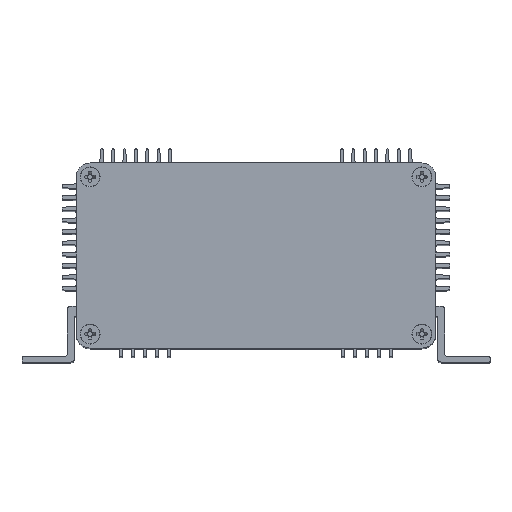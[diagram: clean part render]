
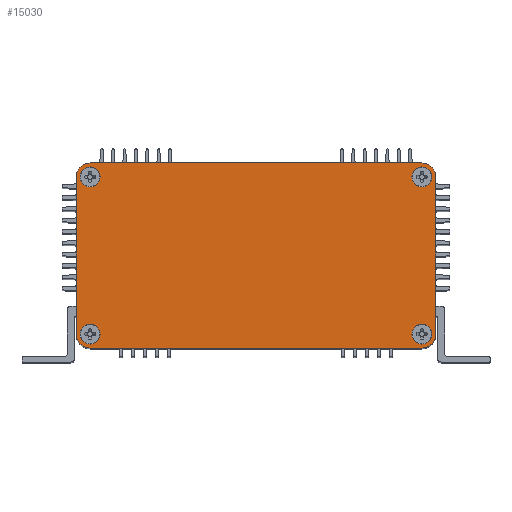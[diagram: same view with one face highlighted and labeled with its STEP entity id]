
A CAD part, top view. The second image highlights one B-rep face of the part: STEP entity #15030.
In plain terms, the highlighted planar face has unit normal (0, 0, 1).
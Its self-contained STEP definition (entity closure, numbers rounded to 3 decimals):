
#78=FACE_BOUND('',#2112,.T.);
#79=FACE_BOUND('',#2113,.T.);
#80=FACE_BOUND('',#2114,.T.);
#81=FACE_BOUND('',#2115,.T.);
#438=PLANE('',#16668);
#1265=FACE_OUTER_BOUND('',#2111,.T.);
#2111=EDGE_LOOP('',(#13698,#13699,#13700,#13701,#13702,#13703,#13704,#13705));
#2112=EDGE_LOOP('',(#13706));
#2113=EDGE_LOOP('',(#13707));
#2114=EDGE_LOOP('',(#13708));
#2115=EDGE_LOOP('',(#13709));
#3606=LINE('',#21745,#3908);
#3610=LINE('',#21750,#3905);
#3613=LINE('',#21757,#3906);
#3616=LINE('',#21764,#3907);
#3905=VECTOR('',#16717,45.02);
#3906=VECTOR('',#16710,95.02);
#3907=VECTOR('',#16746,45.02);
#3908=VECTOR('',#16711,95.02);
#4768=CIRCLE('',#16632,2.875);
#4771=CIRCLE('',#16637,2.875);
#4774=CIRCLE('',#16642,2.875);
#4777=CIRCLE('',#16647,2.875);
#4784=CIRCLE('',#16658,3.99);
#4785=CIRCLE('',#16661,3.99);
#4786=CIRCLE('',#16664,3.99);
#4787=CIRCLE('',#16667,3.99);
#6378=VERTEX_POINT('',#21701);
#6381=VERTEX_POINT('',#21709);
#6384=VERTEX_POINT('',#21717);
#6387=VERTEX_POINT('',#21725);
#6398=VERTEX_POINT('',#21745);
#6399=VERTEX_POINT('',#21746);
#6400=VERTEX_POINT('',#21750);
#6401=VERTEX_POINT('',#21754);
#6402=VERTEX_POINT('',#21757);
#6403=VERTEX_POINT('',#21761);
#6404=VERTEX_POINT('',#21764);
#6405=VERTEX_POINT('',#21768);
#8810=EDGE_CURVE('',#6378,#6378,#4768,.T.);
#8813=EDGE_CURVE('',#6381,#6381,#4771,.T.);
#8816=EDGE_CURVE('',#6384,#6384,#4774,.T.);
#8819=EDGE_CURVE('',#6387,#6387,#4777,.T.);
#8830=EDGE_CURVE('',#6398,#6399,#3606,.T.);
#8833=EDGE_CURVE('',#6399,#6400,#4784,.T.);
#8835=EDGE_CURVE('',#6400,#6401,#3610,.T.);
#8837=EDGE_CURVE('',#6401,#6402,#4785,.T.);
#8839=EDGE_CURVE('',#6402,#6403,#3613,.T.);
#8841=EDGE_CURVE('',#6403,#6404,#4786,.T.);
#8843=EDGE_CURVE('',#6404,#6405,#3616,.T.);
#8845=EDGE_CURVE('',#6405,#6398,#4787,.T.);
#13698=ORIENTED_EDGE('',*,*,#8830,.F.);
#13699=ORIENTED_EDGE('',*,*,#8845,.F.);
#13700=ORIENTED_EDGE('',*,*,#8843,.F.);
#13701=ORIENTED_EDGE('',*,*,#8841,.F.);
#13702=ORIENTED_EDGE('',*,*,#8839,.F.);
#13703=ORIENTED_EDGE('',*,*,#8837,.F.);
#13704=ORIENTED_EDGE('',*,*,#8835,.F.);
#13705=ORIENTED_EDGE('',*,*,#8833,.F.);
#13706=ORIENTED_EDGE('',*,*,#8810,.T.);
#13707=ORIENTED_EDGE('',*,*,#8813,.T.);
#13708=ORIENTED_EDGE('',*,*,#8816,.T.);
#13709=ORIENTED_EDGE('',*,*,#8819,.T.);
#15030=ADVANCED_FACE('',(#1265,#78,#79,#80,#81),#438,.T.);
#16632=AXIS2_PLACEMENT_3D('',#21702,#16705,#16709);
#16637=AXIS2_PLACEMENT_3D('',#21710,#16705,#16709);
#16642=AXIS2_PLACEMENT_3D('',#21718,#16705,#16709);
#16647=AXIS2_PLACEMENT_3D('',#21726,#16705,#16709);
#16658=AXIS2_PLACEMENT_3D('',#21751,#16705,#17156);
#16661=AXIS2_PLACEMENT_3D('',#21758,#16705,#16827);
#16664=AXIS2_PLACEMENT_3D('',#21765,#16705,#17157);
#16667=AXIS2_PLACEMENT_3D('',#21771,#16705,#16921);
#16668=AXIS2_PLACEMENT_3D('',#21772,#16703,#16709);
#16703=DIRECTION('center_axis',(0.,0.,1.));
#16705=DIRECTION('center_axis',(0.,0.,-1.));
#16709=DIRECTION('ref_axis',(1.,0.,0.));
#16710=DIRECTION('',(-1.,0.,0.));
#16711=DIRECTION('',(1.,0.,0.));
#16717=DIRECTION('',(0.,-1.,0.));
#16746=DIRECTION('',(0.,1.,0.));
#16827=DIRECTION('ref_axis',(0.,1.,0.));
#16921=DIRECTION('ref_axis',(0.,-1.,0.));
#17156=DIRECTION('ref_axis',(-1.,0.,0.));
#17157=DIRECTION('ref_axis',(1.,0.,0.));
#21701=CARTESIAN_POINT('',(-44.635,-22.5,0.75));
#21702=CARTESIAN_POINT('Origin',(-47.51,-22.5,0.75));
#21709=CARTESIAN_POINT('',(-44.635,22.5,0.75));
#21710=CARTESIAN_POINT('Origin',(-47.51,22.5,0.75));
#21717=CARTESIAN_POINT('',(50.385,22.5,0.75));
#21718=CARTESIAN_POINT('Origin',(47.51,22.5,0.75));
#21725=CARTESIAN_POINT('',(50.385,-22.5,0.75));
#21726=CARTESIAN_POINT('Origin',(47.51,-22.5,0.75));
#21745=CARTESIAN_POINT('',(-47.51,26.5,0.75));
#21746=CARTESIAN_POINT('',(47.51,26.5,0.75));
#21750=CARTESIAN_POINT('',(51.5,22.51,0.75));
#21751=CARTESIAN_POINT('Origin',(47.51,22.51,0.75));
#21754=CARTESIAN_POINT('',(51.5,-22.51,0.75));
#21757=CARTESIAN_POINT('',(47.51,-26.5,0.75));
#21758=CARTESIAN_POINT('Origin',(47.51,-22.51,0.75));
#21761=CARTESIAN_POINT('',(-47.51,-26.5,0.75));
#21764=CARTESIAN_POINT('',(-51.5,-22.51,0.75));
#21765=CARTESIAN_POINT('Origin',(-47.51,-22.51,0.75));
#21768=CARTESIAN_POINT('',(-51.5,22.51,0.75));
#21771=CARTESIAN_POINT('Origin',(-47.51,22.51,0.75));
#21772=CARTESIAN_POINT('Origin',(0.,0.,0.75));
